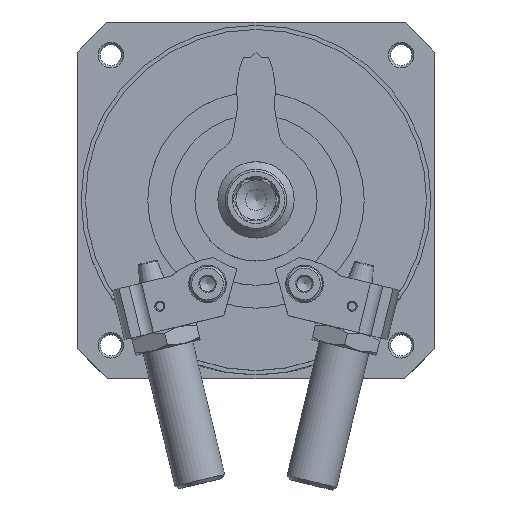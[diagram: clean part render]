
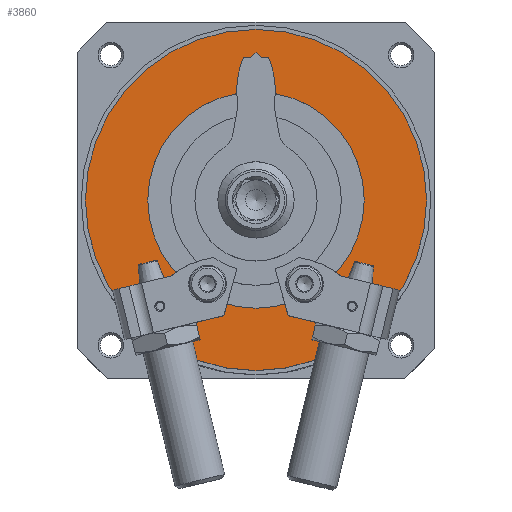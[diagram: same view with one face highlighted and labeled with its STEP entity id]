
A CAD part, top view. The second image highlights one B-rep face of the part: STEP entity #3860.
In plain terms, the highlighted face is planar.
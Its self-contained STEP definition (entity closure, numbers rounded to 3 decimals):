
#169=PLANE('',#4478);
#835=ORIENTED_EDGE('',*,*,#1796,.F.);
#836=ORIENTED_EDGE('',*,*,#1797,.T.);
#1796=EDGE_CURVE('',#2286,#2286,#2657,.T.);
#1797=EDGE_CURVE('',#2287,#2287,#2658,.T.);
#2286=VERTEX_POINT('',#6394);
#2287=VERTEX_POINT('',#6396);
#2657=CIRCLE('',#4479,33.5);
#2658=CIRCLE('',#4480,21.25);
#2920=EDGE_LOOP('',(#835));
#2921=EDGE_LOOP('',(#836));
#3355=FACE_BOUND('',#2920,.T.);
#3356=FACE_BOUND('',#2921,.T.);
#3860=ADVANCED_FACE('',(#3355,#3356),#169,.F.);
#4478=AXIS2_PLACEMENT_3D('',#6392,#5093,#5094);
#4479=AXIS2_PLACEMENT_3D('',#6393,#5095,#5096);
#4480=AXIS2_PLACEMENT_3D('',#6395,#5097,#5098);
#5093=DIRECTION('',(1.,0.,0.));
#5094=DIRECTION('',(0.,0.,-1.));
#5095=DIRECTION('',(1.,0.,0.));
#5096=DIRECTION('',(0.,0.,-1.));
#5097=DIRECTION('',(1.,0.,0.));
#5098=DIRECTION('',(0.,0.,-1.));
#6392=CARTESIAN_POINT('',(-39.1,0.,0.));
#6393=CARTESIAN_POINT('',(-39.1,0.,0.));
#6394=CARTESIAN_POINT('',(-39.1,0.,-33.5));
#6395=CARTESIAN_POINT('',(-39.1,0.,0.));
#6396=CARTESIAN_POINT('',(-39.1,0.,-21.25));
